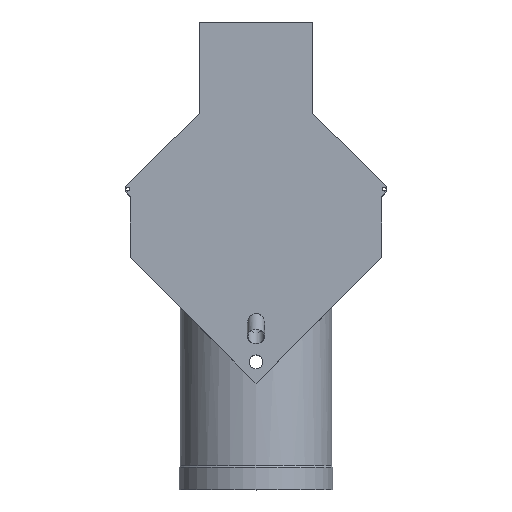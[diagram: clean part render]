
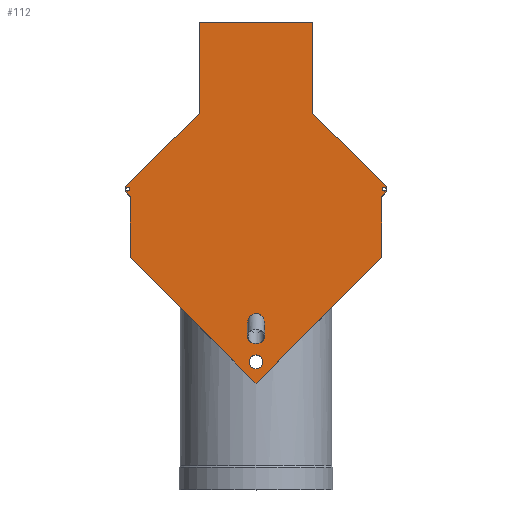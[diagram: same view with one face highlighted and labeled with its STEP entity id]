
A CAD part, top view. The second image highlights one B-rep face of the part: STEP entity #112.
In plain terms, the highlighted planar face has unit normal (0, 0, 1).
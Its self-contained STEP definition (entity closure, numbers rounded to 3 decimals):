
#112 = ADVANCED_FACE( '', ( #281, #282, #283, #284, #285 ), #286, .T. );
#281 = FACE_BOUND( '', #541, .T. );
#282 = FACE_BOUND( '', #542, .T. );
#283 = FACE_OUTER_BOUND( '', #543, .T. );
#284 = FACE_BOUND( '', #544, .T. );
#285 = FACE_BOUND( '', #545, .T. );
#286 = PLANE( '', #546 );
#541 = EDGE_LOOP( '', ( #837 ) );
#542 = EDGE_LOOP( '', ( #838 ) );
#543 = EDGE_LOOP( '', ( #839, #840, #841, #842, #843, #844, #845, #846, #847, #848, #849, #850, #851 ) );
#544 = EDGE_LOOP( '', ( #852 ) );
#545 = EDGE_LOOP( '', ( #853 ) );
#546 = AXIS2_PLACEMENT_3D( '', #854, #855, #856 );
#837 = ORIENTED_EDGE( '', *, *, #1487, .T. );
#838 = ORIENTED_EDGE( '', *, *, #1488, .F. );
#839 = ORIENTED_EDGE( '', *, *, #1489, .T. );
#840 = ORIENTED_EDGE( '', *, *, #1490, .T. );
#841 = ORIENTED_EDGE( '', *, *, #1467, .T. );
#842 = ORIENTED_EDGE( '', *, *, #1491, .T. );
#843 = ORIENTED_EDGE( '', *, *, #1453, .T. );
#844 = ORIENTED_EDGE( '', *, *, #1492, .T. );
#845 = ORIENTED_EDGE( '', *, *, #1493, .T. );
#846 = ORIENTED_EDGE( '', *, *, #1494, .T. );
#847 = ORIENTED_EDGE( '', *, *, #1495, .T. );
#848 = ORIENTED_EDGE( '', *, *, #1496, .T. );
#849 = ORIENTED_EDGE( '', *, *, #1497, .T. );
#850 = ORIENTED_EDGE( '', *, *, #1498, .T. );
#851 = ORIENTED_EDGE( '', *, *, #1464, .T. );
#852 = ORIENTED_EDGE( '', *, *, #1499, .F. );
#853 = ORIENTED_EDGE( '', *, *, #1500, .F. );
#854 = CARTESIAN_POINT( '', ( 0., 0., 195. ) );
#855 = DIRECTION( '', ( 0., 0., 1. ) );
#856 = DIRECTION( '', ( 1., 0., 0. ) );
#1453 = EDGE_CURVE( '', #1726, #1724, #1727, .T. );
#1464 = EDGE_CURVE( '', #1746, #1744, #1747, .T. );
#1467 = EDGE_CURVE( '', #1750, #1751, #1752, .T. );
#1487 = EDGE_CURVE( '', #1786, #1786, #1787, .F. );
#1488 = EDGE_CURVE( '', #1788, #1788, #1789, .T. );
#1489 = EDGE_CURVE( '', #1744, #1790, #1791, .T. );
#1490 = EDGE_CURVE( '', #1790, #1750, #1792, .T. );
#1491 = EDGE_CURVE( '', #1751, #1726, #1793, .T. );
#1492 = EDGE_CURVE( '', #1724, #1794, #1795, .T. );
#1493 = EDGE_CURVE( '', #1794, #1796, #1797, .T. );
#1494 = EDGE_CURVE( '', #1796, #1798, #1799, .T. );
#1495 = EDGE_CURVE( '', #1798, #1800, #1801, .T. );
#1496 = EDGE_CURVE( '', #1800, #1802, #1803, .T. );
#1497 = EDGE_CURVE( '', #1802, #1804, #1805, .T. );
#1498 = EDGE_CURVE( '', #1804, #1746, #1806, .T. );
#1499 = EDGE_CURVE( '', #1807, #1807, #1808, .T. );
#1500 = EDGE_CURVE( '', #1809, #1809, #1810, .T. );
#1724 = VERTEX_POINT( '', #2130 );
#1726 = VERTEX_POINT( '', #2133 );
#1727 = LINE( '', #2134, #2135 );
#1744 = VERTEX_POINT( '', #2157 );
#1746 = VERTEX_POINT( '', #2160 );
#1747 = LINE( '', #2161, #2162 );
#1750 = VERTEX_POINT( '', #2166 );
#1751 = VERTEX_POINT( '', #2167 );
#1752 = LINE( '', #2168, #2169 );
#1786 = VERTEX_POINT( '', #2218 );
#1787 = ELLIPSE( '', #2219, 23.094, 20. );
#1788 = VERTEX_POINT( '', #2220 );
#1789 = CIRCLE( '', #2221, 16. );
#1790 = VERTEX_POINT( '', #2222 );
#1791 = LINE( '', #2223, #2224 );
#1792 = LINE( '', #2225, #2226 );
#1793 = LINE( '', #2227, #2228 );
#1794 = VERTEX_POINT( '', #2229 );
#1795 = LINE( '', #2230, #2231 );
#1796 = VERTEX_POINT( '', #2232 );
#1797 = LINE( '', #2233, #2234 );
#1798 = VERTEX_POINT( '', #2235 );
#1799 = LINE( '', #2236, #2237 );
#1800 = VERTEX_POINT( '', #2238 );
#1801 = LINE( '', #2239, #2240 );
#1802 = VERTEX_POINT( '', #2241 );
#1803 = LINE( '', #2242, #2243 );
#1804 = VERTEX_POINT( '', #2244 );
#1805 = LINE( '', #2245, #2246 );
#1806 = LINE( '', #2247, #2248 );
#1807 = VERTEX_POINT( '', #2249 );
#1808 = CIRCLE( '', #2250, 4.5 );
#1809 = VERTEX_POINT( '', #2251 );
#1810 = CIRCLE( '', #2252, 4.5 );
#2130 = CARTESIAN_POINT( '', ( 0., 250., 195. ) );
#2133 = CARTESIAN_POINT( '', ( -295., 545., 195. ) );
#2134 = CARTESIAN_POINT( '', ( -295., 545., 195. ) );
#2135 = VECTOR( '', #2677, 1000. );
#2157 = CARTESIAN_POINT( '', ( -133., 883., 195. ) );
#2160 = CARTESIAN_POINT( '', ( -133., 1097., 195. ) );
#2161 = CARTESIAN_POINT( '', ( -133., 1097., 195. ) );
#2162 = VECTOR( '', #2690, 1000. );
#2166 = CARTESIAN_POINT( '', ( -307., 698.998, 195. ) );
#2167 = CARTESIAN_POINT( '', ( -295., 687.146, 195. ) );
#2168 = CARTESIAN_POINT( '', ( -307., 698.998, 195. ) );
#2169 = VECTOR( '', #2692, 1000. );
#2218 = CARTESIAN_POINT( '', ( 0., 366.935, 195. ) );
#2219 = AXIS2_PLACEMENT_3D( '', #2708, #2709, #2710 );
#2220 = CARTESIAN_POINT( '', ( 16., 300., 195. ) );
#2221 = AXIS2_PLACEMENT_3D( '', #2711, #2712, #2713 );
#2222 = CARTESIAN_POINT( '', ( -307., 711.148, 195. ) );
#2223 = CARTESIAN_POINT( '', ( -133., 883., 195. ) );
#2224 = VECTOR( '', #2714, 1000. );
#2225 = CARTESIAN_POINT( '', ( -307., 711.148, 195. ) );
#2226 = VECTOR( '', #2715, 1000. );
#2227 = CARTESIAN_POINT( '', ( -295., 723., 195. ) );
#2228 = VECTOR( '', #2716, 1000. );
#2229 = CARTESIAN_POINT( '', ( 295., 545., 195. ) );
#2230 = CARTESIAN_POINT( '', ( 0., 250., 195. ) );
#2231 = VECTOR( '', #2717, 1000. );
#2232 = CARTESIAN_POINT( '', ( 295., 687.146, 195. ) );
#2233 = CARTESIAN_POINT( '', ( 295., 545., 195. ) );
#2234 = VECTOR( '', #2718, 1000. );
#2235 = CARTESIAN_POINT( '', ( 307., 698.998, 195. ) );
#2236 = CARTESIAN_POINT( '', ( 295., 687.146, 195. ) );
#2237 = VECTOR( '', #2719, 1000. );
#2238 = CARTESIAN_POINT( '', ( 307., 711.148, 195. ) );
#2239 = CARTESIAN_POINT( '', ( 307., 698.998, 195. ) );
#2240 = VECTOR( '', #2720, 1000. );
#2241 = CARTESIAN_POINT( '', ( 133., 883., 195. ) );
#2242 = CARTESIAN_POINT( '', ( 295., 723., 195. ) );
#2243 = VECTOR( '', #2721, 1000. );
#2244 = CARTESIAN_POINT( '', ( 133., 1097., 195. ) );
#2245 = CARTESIAN_POINT( '', ( 133., 883., 195. ) );
#2246 = VECTOR( '', #2722, 1000. );
#2247 = CARTESIAN_POINT( '', ( 133., 1097., 195. ) );
#2248 = VECTOR( '', #2723, 1000. );
#2249 = CARTESIAN_POINT( '', ( 305.5, 705.073, 195. ) );
#2250 = AXIS2_PLACEMENT_3D( '', #2724, #2725, #2726 );
#2251 = CARTESIAN_POINT( '', ( -296.5, 705.073, 195. ) );
#2252 = AXIS2_PLACEMENT_3D( '', #2727, #2728, #2729 );
#2677 = DIRECTION( '', ( 0.707, -0.707, 0. ) );
#2690 = DIRECTION( '', ( 0., -1., 0. ) );
#2692 = DIRECTION( '', ( 0.711, -0.703, 0. ) );
#2708 = CARTESIAN_POINT( '', ( 0., 390.029, 195. ) );
#2709 = DIRECTION( '', ( 0., 0., 1. ) );
#2710 = DIRECTION( '', ( 0., -1., 0. ) );
#2711 = CARTESIAN_POINT( '', ( 0., 300., 195. ) );
#2712 = DIRECTION( '', ( 0., 0., 1. ) );
#2713 = DIRECTION( '', ( 1., 0., 0. ) );
#2714 = DIRECTION( '', ( -0.711, -0.703, 0. ) );
#2715 = DIRECTION( '', ( 0., -1., 0. ) );
#2716 = DIRECTION( '', ( 0., -1., 0. ) );
#2717 = DIRECTION( '', ( 0.707, 0.707, 0. ) );
#2718 = DIRECTION( '', ( 0., 1., 0. ) );
#2719 = DIRECTION( '', ( 0.711, 0.703, 0. ) );
#2720 = DIRECTION( '', ( 0., 1., 0. ) );
#2721 = DIRECTION( '', ( -0.711, 0.703, 0. ) );
#2722 = DIRECTION( '', ( 0., 1., 0. ) );
#2723 = DIRECTION( '', ( -1., 0., 0. ) );
#2724 = CARTESIAN_POINT( '', ( 301., 705.073, 195. ) );
#2725 = DIRECTION( '', ( 0., 0., 1. ) );
#2726 = DIRECTION( '', ( 1., 0., 0. ) );
#2727 = CARTESIAN_POINT( '', ( -301., 705.073, 195. ) );
#2728 = DIRECTION( '', ( 0., 0., 1. ) );
#2729 = DIRECTION( '', ( 1., 0., 0. ) );
